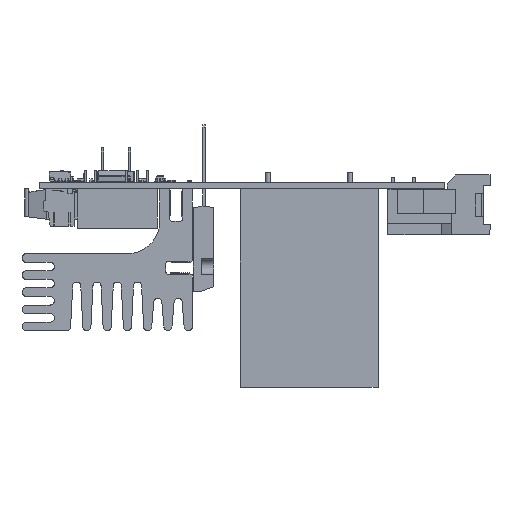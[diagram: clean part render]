
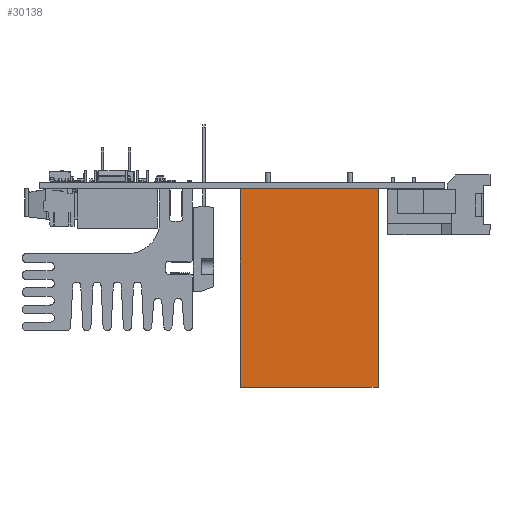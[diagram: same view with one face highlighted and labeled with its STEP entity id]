
A CAD part, front view. The second image highlights one B-rep face of the part: STEP entity #30138.
In plain terms, the highlighted face is planar.
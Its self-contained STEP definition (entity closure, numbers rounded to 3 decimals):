
#29814 = VERTEX_POINT('',#29815);
#29815 = CARTESIAN_POINT('',(43.,0.,0.));
#29821 = EDGE_CURVE('',#29822,#29814,#29824,.T.);
#29822 = VERTEX_POINT('',#29823);
#29823 = CARTESIAN_POINT('',(43.,0.,34.));
#29824 = LINE('',#29825,#29826);
#29825 = CARTESIAN_POINT('',(43.,0.,34.));
#29826 = VECTOR('',#29827,1.);
#29827 = DIRECTION('',(-0.,-0.,-1.));
#29883 = EDGE_CURVE('',#29822,#29884,#29886,.T.);
#29884 = VERTEX_POINT('',#29885);
#29885 = CARTESIAN_POINT('',(43.,49.,34.));
#29886 = LINE('',#29887,#29888);
#29887 = CARTESIAN_POINT('',(43.,0.,34.));
#29888 = VECTOR('',#29889,1.);
#29889 = DIRECTION('',(0.,1.,0.));
#29961 = VERTEX_POINT('',#29962);
#29962 = CARTESIAN_POINT('',(43.,49.,0.));
#29968 = EDGE_CURVE('',#29814,#29961,#29969,.T.);
#29969 = LINE('',#29970,#29971);
#29970 = CARTESIAN_POINT('',(43.,0.,0.));
#29971 = VECTOR('',#29972,1.);
#29972 = DIRECTION('',(0.,1.,0.));
#30138 = ADVANCED_FACE('',(#30139),#30150,.F.);
#30139 = FACE_BOUND('',#30140,.T.);
#30140 = EDGE_LOOP('',(#30141,#30142,#30148,#30149));
#30141 = ORIENTED_EDGE('',*,*,#29968,.T.);
#30142 = ORIENTED_EDGE('',*,*,#30143,.F.);
#30143 = EDGE_CURVE('',#29884,#29961,#30144,.T.);
#30144 = LINE('',#30145,#30146);
#30145 = CARTESIAN_POINT('',(43.,49.,34.));
#30146 = VECTOR('',#30147,1.);
#30147 = DIRECTION('',(-0.,-0.,-1.));
#30148 = ORIENTED_EDGE('',*,*,#29883,.F.);
#30149 = ORIENTED_EDGE('',*,*,#29821,.T.);
#30150 = PLANE('',#30151);
#30151 = AXIS2_PLACEMENT_3D('',#30152,#30153,#30154);
#30152 = CARTESIAN_POINT('',(43.,0.,34.));
#30153 = DIRECTION('',(-1.,0.,0.));
#30154 = DIRECTION('',(0.,0.,1.));
